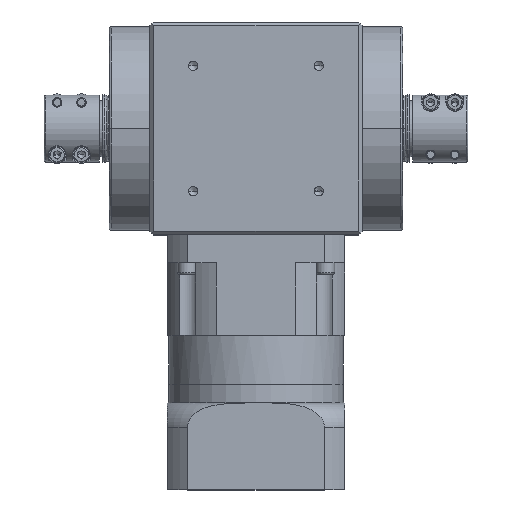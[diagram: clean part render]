
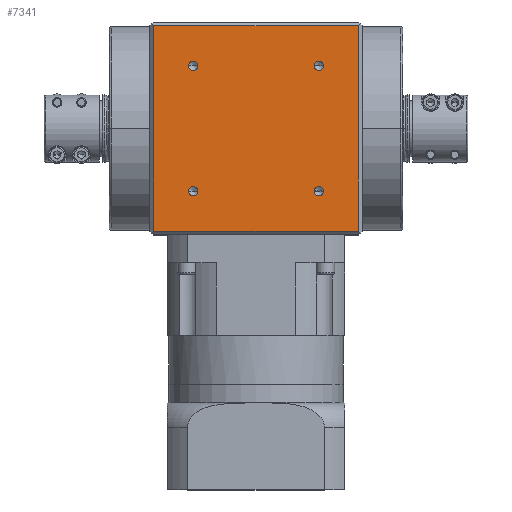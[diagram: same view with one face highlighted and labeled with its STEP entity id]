
A CAD part, top view. The second image highlights one B-rep face of the part: STEP entity #7341.
In plain terms, the highlighted planar face has unit normal (0, 0, 1).
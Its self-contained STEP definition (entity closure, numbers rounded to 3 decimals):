
#159 = EDGE_CURVE ( 'NONE', #17454, #31176, #4721, .T. ) ;
#184 = ORIENTED_EDGE ( 'NONE', *, *, #523, .F. ) ;
#276 = AXIS2_PLACEMENT_3D ( 'NONE', #26500, #26481, #26434 ) ;
#355 = CARTESIAN_POINT ( 'NONE',  ( 54.844, 138.1, 57. ) ) ;
#523 = EDGE_CURVE ( 'NONE', #17558, #26186, #5481, .T. ) ;
#1281 = CARTESIAN_POINT ( 'NONE',  ( 54.844, 248.1, 57. ) ) ;
#2248 = AXIS2_PLACEMENT_3D ( 'NONE', #10962, #28005, #13377 ) ;
#2978 = ORIENTED_EDGE ( 'NONE', *, *, #8220, .F. ) ;
#3693 = VERTEX_POINT ( 'NONE', #21432 ) ;
#4074 = FACE_BOUND ( 'NONE', #15671, .T. ) ;
#4519 = EDGE_CURVE ( 'NONE', #31176, #17454, #17175, .T. ) ;
#4601 = ORIENTED_EDGE ( 'NONE', *, *, #15037, .F. ) ;
#4608 = DIRECTION ( 'NONE',  ( 0., 0., 1. ) ) ;
#4721 = CIRCLE ( 'NONE', #11705, 2.5 ) ;
#5169 = CIRCLE ( 'NONE', #22043, 2.5 ) ;
#5481 = LINE ( 'NONE', #30310, #11237 ) ;
#5908 = ORIENTED_EDGE ( 'NONE', *, *, #4519, .F. ) ;
#6476 = DIRECTION ( 'NONE',  ( 0., -1., 0. ) ) ;
#6516 = DIRECTION ( 'NONE',  ( 0., 0., 1. ) ) ;
#6521 = CARTESIAN_POINT ( 'NONE',  ( -33.588, 159.512, 57. ) ) ;
#6792 = CARTESIAN_POINT ( 'NONE',  ( -33.588, 226.688, 57. ) ) ;
#7299 = VERTEX_POINT ( 'NONE', #27501 ) ;
#7341 = ADVANCED_FACE ( 'NONE', ( #30802, #29283, #16256, #4074, #22813 ), #27077, .F. ) ;
#7391 = EDGE_LOOP ( 'NONE', ( #8260, #4601, #22667, #184 ) ) ;
#7453 = EDGE_CURVE ( 'NONE', #26186, #26711, #28889, .T. ) ;
#8220 = EDGE_CURVE ( 'NONE', #3693, #17412, #15947, .T. ) ;
#8260 = ORIENTED_EDGE ( 'NONE', *, *, #17024, .F. ) ;
#8390 = CARTESIAN_POINT ( 'NONE',  ( -33.588, 162.012, 57. ) ) ;
#8428 = EDGE_CURVE ( 'NONE', #8933, #10102, #21296, .T. ) ;
#8468 = AXIS2_PLACEMENT_3D ( 'NONE', #12222, #9869, #9658 ) ;
#8760 = VERTEX_POINT ( 'NONE', #1281 ) ;
#8818 = EDGE_LOOP ( 'NONE', ( #2978, #23085 ) ) ;
#8828 = ORIENTED_EDGE ( 'NONE', *, *, #8428, .F. ) ;
#8933 = VERTEX_POINT ( 'NONE', #8390 ) ;
#8957 = EDGE_LOOP ( 'NONE', ( #25595, #20774 ) ) ;
#9277 = DIRECTION ( 'NONE',  ( 0., -1., 0. ) ) ;
#9658 = DIRECTION ( 'NONE',  ( 0., -1., 0. ) ) ;
#9869 = DIRECTION ( 'NONE',  ( 0., 0., 1. ) ) ;
#10003 = CARTESIAN_POINT ( 'NONE',  ( 33.588, 159.512, 57. ) ) ;
#10102 = VERTEX_POINT ( 'NONE', #31567 ) ;
#10507 = DIRECTION ( 'NONE',  ( 0., -1., 0. ) ) ;
#10574 = DIRECTION ( 'NONE',  ( 0., 0., 1. ) ) ;
#10579 = CARTESIAN_POINT ( 'NONE',  ( 33.588, 159.512, 57. ) ) ;
#10962 = CARTESIAN_POINT ( 'NONE',  ( -33.588, 159.512, 57. ) ) ;
#11237 = VECTOR ( 'NONE', #30094, 1000. ) ;
#11647 = VECTOR ( 'NONE', #12415, 1000. ) ;
#11705 = AXIS2_PLACEMENT_3D ( 'NONE', #17220, #17361, #17427 ) ;
#11858 = EDGE_CURVE ( 'NONE', #10102, #8933, #12303, .T. ) ;
#12222 = CARTESIAN_POINT ( 'NONE',  ( 33.588, 226.688, 57. ) ) ;
#12303 = CIRCLE ( 'NONE', #2248, 2.5 ) ;
#12304 = CARTESIAN_POINT ( 'NONE',  ( 54.844, 0., 57. ) ) ;
#12338 = AXIS2_PLACEMENT_3D ( 'NONE', #10003, #27047, #12448 ) ;
#12415 = DIRECTION ( 'NONE',  ( 0., -1., 0. ) ) ;
#12448 = DIRECTION ( 'NONE',  ( 0., -1., 0. ) ) ;
#12533 = LINE ( 'NONE', #23749, #18229 ) ;
#12943 = VERTEX_POINT ( 'NONE', #26722 ) ;
#13377 = DIRECTION ( 'NONE',  ( 0., -1., 0. ) ) ;
#13998 = DIRECTION ( 'NONE',  ( 1., 0., 0. ) ) ;
#14960 = CARTESIAN_POINT ( 'NONE',  ( -54.844, 248.1, 57. ) ) ;
#15037 = EDGE_CURVE ( 'NONE', #26711, #8760, #12533, .T. ) ;
#15671 = EDGE_LOOP ( 'NONE', ( #22991, #8828 ) ) ;
#15947 = CIRCLE ( 'NONE', #27975, 2.5 ) ;
#16236 = EDGE_CURVE ( 'NONE', #7299, #12943, #5169, .T. ) ;
#16256 = FACE_BOUND ( 'NONE', #8818, .T. ) ;
#17024 = EDGE_CURVE ( 'NONE', #8760, #17558, #17299, .T. ) ;
#17175 = CIRCLE ( 'NONE', #8468, 2.5 ) ;
#17220 = CARTESIAN_POINT ( 'NONE',  ( 33.588, 226.688, 57. ) ) ;
#17299 = LINE ( 'NONE', #12304, #11647 ) ;
#17361 = DIRECTION ( 'NONE',  ( 0., 0., 1. ) ) ;
#17412 = VERTEX_POINT ( 'NONE', #26448 ) ;
#17427 = DIRECTION ( 'NONE',  ( 0., -1., 0. ) ) ;
#17454 = VERTEX_POINT ( 'NONE', #28925 ) ;
#17558 = VERTEX_POINT ( 'NONE', #355 ) ;
#18229 = VECTOR ( 'NONE', #13998, 1000. ) ;
#19185 = CARTESIAN_POINT ( 'NONE',  ( -33.588, 226.688, 57. ) ) ;
#20774 = ORIENTED_EDGE ( 'NONE', *, *, #16236, .F. ) ;
#21296 = CIRCLE ( 'NONE', #30626, 2.5 ) ;
#21432 = CARTESIAN_POINT ( 'NONE',  ( 33.588, 157.012, 57. ) ) ;
#21687 = DIRECTION ( 'NONE',  ( 0., -1., 0. ) ) ;
#22043 = AXIS2_PLACEMENT_3D ( 'NONE', #6792, #23886, #9277 ) ;
#22617 = CARTESIAN_POINT ( 'NONE',  ( -54.844, 138.1, 57. ) ) ;
#22667 = ORIENTED_EDGE ( 'NONE', *, *, #7453, .F. ) ;
#22813 = FACE_OUTER_BOUND ( 'NONE', #7391, .T. ) ;
#22991 = ORIENTED_EDGE ( 'NONE', *, *, #11858, .F. ) ;
#23085 = ORIENTED_EDGE ( 'NONE', *, *, #26658, .F. ) ;
#23511 = AXIS2_PLACEMENT_3D ( 'NONE', #19185, #4608, #21687 ) ;
#23749 = CARTESIAN_POINT ( 'NONE',  ( -60., 248.1, 57. ) ) ;
#23886 = DIRECTION ( 'NONE',  ( 0., 0., 1. ) ) ;
#23922 = EDGE_LOOP ( 'NONE', ( #5908, #28951 ) ) ;
#25004 = DIRECTION ( 'NONE',  ( 0., 1., 0. ) ) ;
#25040 = CARTESIAN_POINT ( 'NONE',  ( -54.844, 0., 57. ) ) ;
#25214 = CARTESIAN_POINT ( 'NONE',  ( 33.588, 224.188, 57. ) ) ;
#25595 = ORIENTED_EDGE ( 'NONE', *, *, #30923, .F. ) ;
#26186 = VERTEX_POINT ( 'NONE', #22617 ) ;
#26434 = DIRECTION ( 'NONE',  ( 0., 1., 0. ) ) ;
#26448 = CARTESIAN_POINT ( 'NONE',  ( 33.588, 162.012, 57. ) ) ;
#26481 = DIRECTION ( 'NONE',  ( 0., 0., -1. ) ) ;
#26500 = CARTESIAN_POINT ( 'NONE',  ( -60., 250.1, 57. ) ) ;
#26658 = EDGE_CURVE ( 'NONE', #17412, #3693, #31640, .T. ) ;
#26711 = VERTEX_POINT ( 'NONE', #14960 ) ;
#26722 = CARTESIAN_POINT ( 'NONE',  ( -33.588, 224.188, 57. ) ) ;
#27047 = DIRECTION ( 'NONE',  ( 0., 0., 1. ) ) ;
#27077 = PLANE ( 'NONE',  #276 ) ;
#27501 = CARTESIAN_POINT ( 'NONE',  ( -33.588, 229.188, 57. ) ) ;
#27975 = AXIS2_PLACEMENT_3D ( 'NONE', #10579, #10574, #10507 ) ;
#28005 = DIRECTION ( 'NONE',  ( 0., 0., 1. ) ) ;
#28692 = CIRCLE ( 'NONE', #23511, 2.5 ) ;
#28889 = LINE ( 'NONE', #25040, #29663 ) ;
#28925 = CARTESIAN_POINT ( 'NONE',  ( 33.588, 229.188, 57. ) ) ;
#28951 = ORIENTED_EDGE ( 'NONE', *, *, #159, .F. ) ;
#29283 = FACE_BOUND ( 'NONE', #23922, .T. ) ;
#29663 = VECTOR ( 'NONE', #25004, 1000. ) ;
#30094 = DIRECTION ( 'NONE',  ( -1., 0., 0. ) ) ;
#30310 = CARTESIAN_POINT ( 'NONE',  ( -60., 138.1, 57. ) ) ;
#30626 = AXIS2_PLACEMENT_3D ( 'NONE', #6521, #6516, #6476 ) ;
#30802 = FACE_BOUND ( 'NONE', #8957, .T. ) ;
#30923 = EDGE_CURVE ( 'NONE', #12943, #7299, #28692, .T. ) ;
#31176 = VERTEX_POINT ( 'NONE', #25214 ) ;
#31567 = CARTESIAN_POINT ( 'NONE',  ( -33.588, 157.012, 57. ) ) ;
#31640 = CIRCLE ( 'NONE', #12338, 2.5 ) ;
